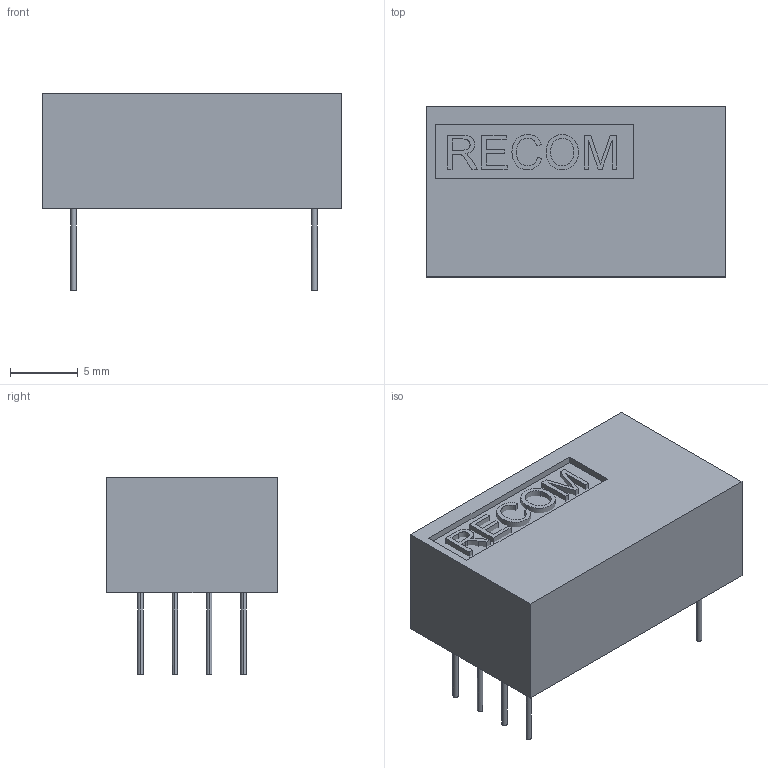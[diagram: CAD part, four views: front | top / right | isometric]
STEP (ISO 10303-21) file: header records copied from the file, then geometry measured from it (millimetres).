
FILE_DESCRIPTION(/* description */ (''),/* implementation_level */ '2;1');
FILE_NAME(/* name */ 'RCD-24',/* time_stamp */ '2022-06-24T10:50:40+02:00',/* author */ (''),/* organization */ (''),/* preprocessor_version */ 'ST-DEVELOPER v16.5',/* originating_system */ '',/* authorisation */ '');
FILE_SCHEMA (('CONFIG_CONTROL_DESIGN'));
Length unit declared in the file: millimetre
Products named in the file (1): Document
Bounding box: 22.1 x 12.55 x 14.5 mm (x, y, z)
Volume: 2344.4 mm3; surface area: 1307.8 mm2
Topology: 12 solids, 12 shells, 96 faces, 220 edges, 149 vertices
Faces by surface type: bspline 96
Entity records: 5918 total; most frequent: CARTESIAN_POINT 2984, B_SPLINE_CURVE_WITH_KNOTS 586, ORIENTED_EDGE 426, PCURVE 426, DEFINITIONAL_REPRESENTATION 426, SURFACE_CURVE 213, EDGE_CURVE 213, VERTEX_POINT 142
